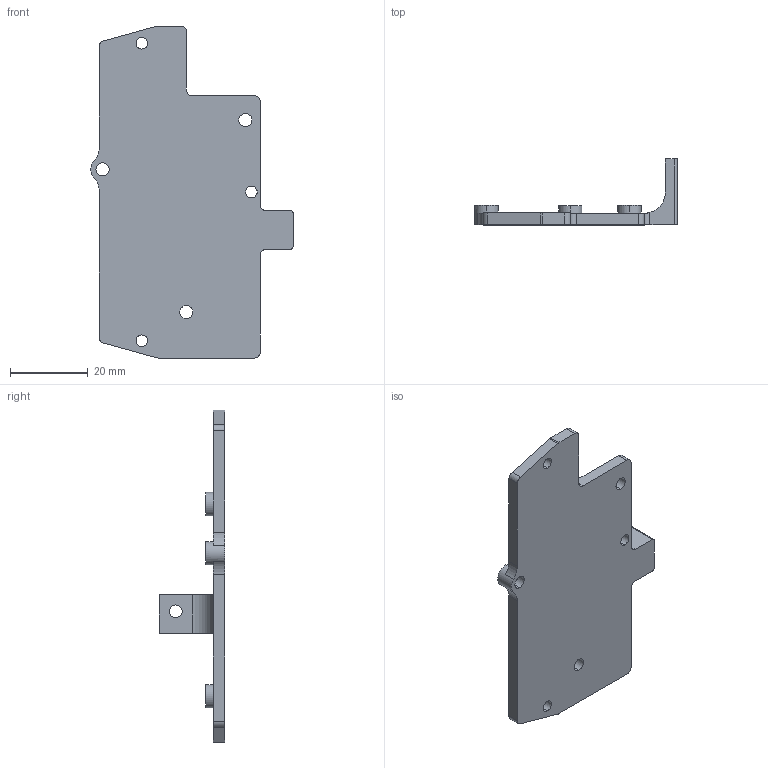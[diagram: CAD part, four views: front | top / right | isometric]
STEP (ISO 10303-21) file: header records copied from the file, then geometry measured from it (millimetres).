
FILE_DESCRIPTION (( 'STEP AP203' ), '1' );
FILE_NAME ('bracket middle layer.STEP', '2015-04-07T02:47:23', ( 'Nick' ), ( '' ), 'SwSTEP 2.0', 'SolidWorks 2013', '' );
FILE_SCHEMA (( 'CONFIG_CONTROL_DESIGN' ));
Length unit declared in the file: millimetre
Products named in the file (1): bracket middle layer
Bounding box: 52.14 x 17 x 85.59 mm (x, y, z)
Volume: 10152.6 mm3; surface area: 7883.9 mm2
Topology: 1 solids, 1 shells, 55 faces, 151 edges, 100 vertices
Faces by surface type: cylinder 35, plane 20
Entity records: 1906 total; most frequent: CARTESIAN_POINT 333, DIRECTION 331, ORIENTED_EDGE 302, EDGE_CURVE 151, AXIS2_PLACEMENT_3D 126, VERTEX_POINT 100, LINE 79, VECTOR 79
